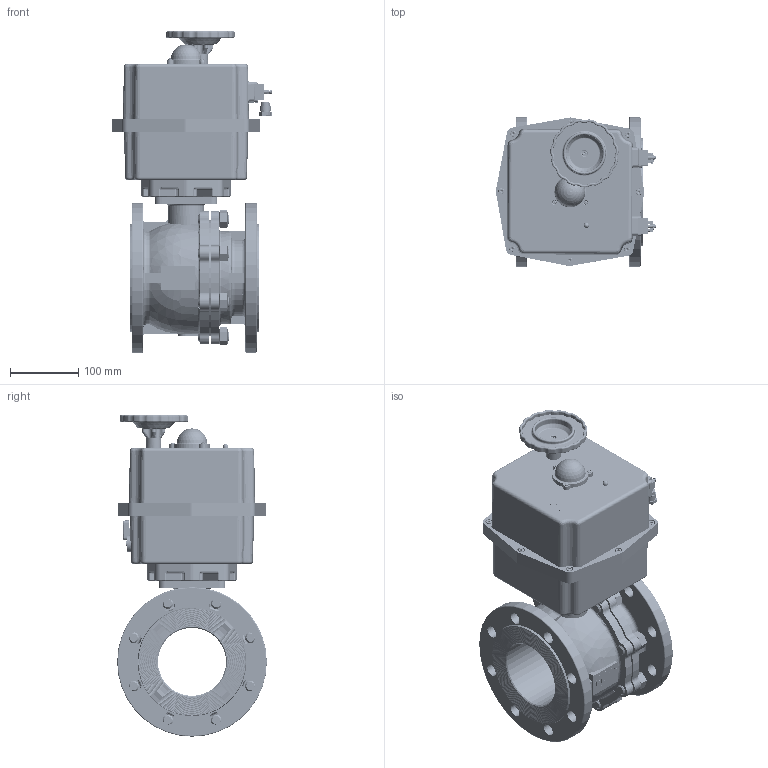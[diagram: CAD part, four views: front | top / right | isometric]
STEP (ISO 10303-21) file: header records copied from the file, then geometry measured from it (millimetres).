
FILE_DESCRIPTION(('STEP AP214'),'1');
FILE_NAME('valve_ake_168e-100-16-l300.stp','2018-06-14T12:56:31',('TraceParts'),('TraceParts S.A.'),'Spatial InterOp 3D',' ',' ');
FILE_SCHEMA(('automotive_design'));
Length unit declared in the file: millimetre
Products named in the file (727): valve_ake_168e-100-16-l300_1; valve_ake_168e-100-16-l300_2; valve_ake_168e-100-16-l300_3; Volumenkörper1; valve_ake_168e-100-16-l300_5; valve_ake_168e-100-16-l300_6; valve_ake_168e-100-16-l300_7; valve_ake_168e-100-16-l300_8; valve_ake_168e-100-16-l300_9; valve_ake_168e-100-16-l300_10; valve_ake_168e-100-16-l300_11; valve_ake_168e-100-16-l300_12; valve_ake_168e-100-16-l300_13; valve_ake_168e-100-16-l300_14; valve_ake_168e-100-16-l300_15; valve_ake_168e-100-16-l300_16; valve_ake_168e-100-16-l300_17; valve_ake_168e-100-16-l300_18; valve_ake_168e-100-16-l300_19; valve_ake_168e-100-16-l300_20; valve_ake_168e-100-16-l300_21; valve_ake_168e-100-16-l300_22; valve_ake_168e-100-16-l300_23; valve_ake_168e-100-16-l300_24; valve_ake_168e-100-16-l300_25; valve_ake_168e-100-16-l300_26; valve_ake_168e-100-16-l300_27; valve_ake_168e-100-16-l300_28; valve_ake_168e-100-16-l300_29; valve_ake_168e-100-16-l300_30; valve_ake_168e-100-16-l300_31; valve_ake_168e-100-16-l300_32; valve_ake_168e-100-16-l300_33; valve_ake_168e-100-16-l300_34; valve_ake_168e-100-16-l300_35; valve_ake_168e-100-16-l300_36; valve_ake_168e-100-16-l300_37; valve_ake_168e-100-16-l300_38; valve_ake_168e-100-16-l300_39; valve_ake_168e-100-16-l300_40 ...
Bounding box: 235.76 x 220 x 472.5 mm (x, y, z)
Volume: 4176481.8 mm3; surface area: 850651.9 mm2
Topology: 55 solids, 883 shells, 4831 faces, 15578 edges, 11765 vertices
Faces by surface type: plane 1645, cylinder 1422, torus 819, cone 804, bspline 84, sphere 57
Full cylindrical faces by diameter (mm): 1.913 x3, 3 x13, 3.25 x12, 3.5 x13, 3.9 x1, 4 x2, 4.134 x15, 4.2 x1, 4.5 x1, 4.6 x1, 5 x64, 5.5 x7, 5.7 x3, 6.426 x7, 7 x1, 8 x55, 8.2 x8, 8.5 x8, 9.75 x1, 10 x1, 10.2 x4, 10.58 x16, 10.8 x1, 11.22 x8, 13 x4, 14 x3, 15 x4, 15.875 x16, 17.2 x4, 18 x16
Entity records: 235581 total; most frequent: CARTESIAN_POINT 44659, DIRECTION 31353, ORIENTED_EDGE 23833, EDGE_CURVE 14085, AXIS2_PLACEMENT_3D 12672, VERTEX_POINT 11454, CIRCLE 7048, EDGE_LOOP 6343
